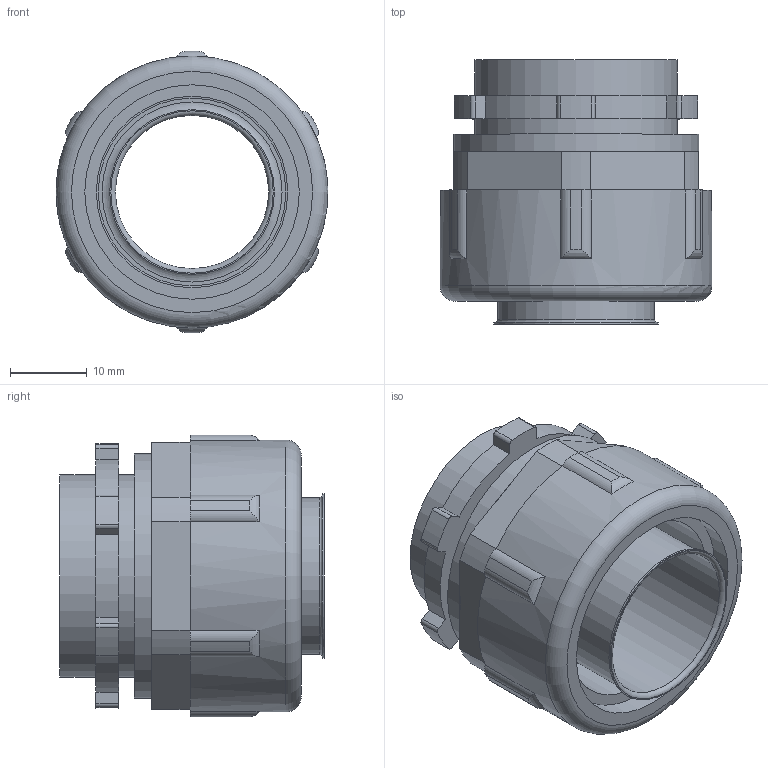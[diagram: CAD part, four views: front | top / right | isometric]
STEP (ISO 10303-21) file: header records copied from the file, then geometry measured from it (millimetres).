
FILE_DESCRIPTION(('STEP AP203'), '1');
FILE_NAME('Ìóôòà ââîäíàÿ äëÿ ìåòàëëîðóêàâà ÂÌ-20 ãàéêà ïîä ãàçîâûé êëþ÷', '', ('UNSPECIFIED'), ('UNSPECIFIED'), 'ASCON STEP Converter 1.6', 'ASCON Math Kernel', '');
FILE_SCHEMA(('CONFIG_CONTROL_DESIGN'));
Length unit declared in the file: millimetre
Products named in the file (1): -03
Bounding box: 35.49 x 34.5 x 36.8 mm (x, y, z)
Volume: 13243.1 mm3; surface area: 18168.8 mm2
Topology: 6 solids, 6 shells, 131 faces, 336 edges, 224 vertices
Faces by surface type: cylinder 66, plane 49, torus 15, cone 1
Full cylindrical faces by diameter (mm): 20 x1, 20.5 x1, 21.5 x2, 24.2 x1, 25 x1, 26 x1, 26.441 x1, 27.5 x1, 28 x2, 29 x3, 31.2 x1, 32 x1, 33 x1, 35.5 x1
Entity records: 5152 total; most frequent: CARTESIAN_POINT 772, DIRECTION 736, ORIENTED_EDGE 616, AXIS2_PLACEMENT_3D 308, EDGE_CURVE 308, VERTEX_POINT 224, EDGE_LOOP 178, CIRCLE 176
